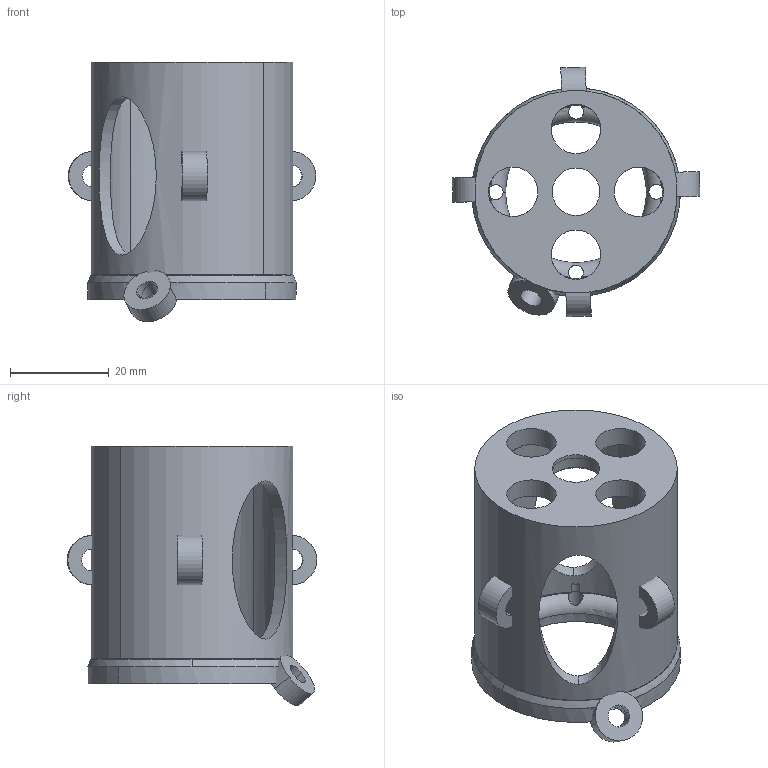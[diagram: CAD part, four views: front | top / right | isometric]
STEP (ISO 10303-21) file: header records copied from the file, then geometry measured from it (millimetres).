
FILE_DESCRIPTION (( 'STEP AP203' ), '1' );
FILE_NAME ('vibmotorV5 10mm.STEP', '2019-11-27T13:41:54', ( '' ), ( '' ), 'SwSTEP 2.0', 'SolidWorks 2018', '' );
FILE_SCHEMA (( 'CONFIG_CONTROL_DESIGN' ));
Length unit declared in the file: millimetre
Products named in the file (1): vibmotorV5 10mm
Bounding box: 50.11 x 50.47 x 52.5 mm (x, y, z)
Volume: 19321.5 mm3; surface area: 14955.5 mm2
Topology: 7 solids, 7 shells, 110 faces, 316 edges, 210 vertices
Faces by surface type: cylinder 61, plane 37, cone 6, bspline 4, torus 2
Entity records: 4472 total; most frequent: CARTESIAN_POINT 1352, DIRECTION 677, ORIENTED_EDGE 632, EDGE_CURVE 316, AXIS2_PLACEMENT_3D 283, VERTEX_POINT 210, CIRCLE 176, EDGE_LOOP 134
